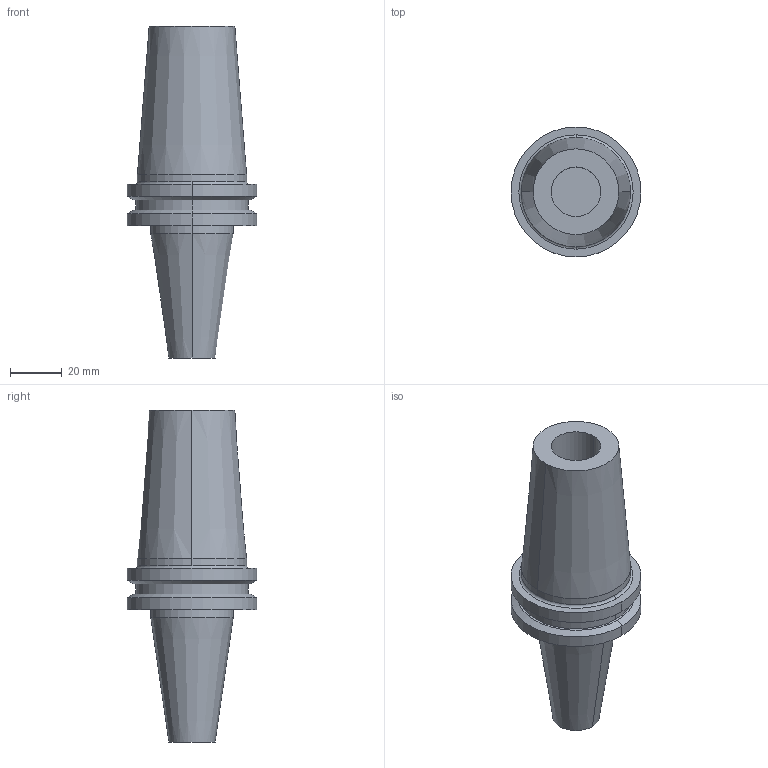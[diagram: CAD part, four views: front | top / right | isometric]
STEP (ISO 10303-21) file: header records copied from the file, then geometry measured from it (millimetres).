
FILE_DESCRIPTION (( 'STEP AP203' ), '1' );
FILE_NAME ('STP-SATE-64750.STEP', '2020-07-01T05:15:51', ( '' ), ( '' ), 'SwSTEP 2.0', 'SolidWorks 2017', '' );
FILE_SCHEMA (( 'CONFIG_CONTROL_DESIGN' ));
Length unit declared in the file: millimetre
Products named in the file (1): STP-SATE-64750
Bounding box: 50 x 50 x 127.8 mm (x, y, z)
Volume: 104751.5 mm3; surface area: 21627.8 mm2
Topology: 1 solids, 1 shells, 44 faces, 90 edges, 55 vertices
Faces by surface type: cylinder 20, cone 12, plane 10, torus 2
Entity records: 1237 total; most frequent: DIRECTION 234, CARTESIAN_POINT 188, ORIENTED_EDGE 176, AXIS2_PLACEMENT_3D 101, EDGE_CURVE 88, CIRCLE 56, VERTEX_POINT 55, EDGE_LOOP 53
